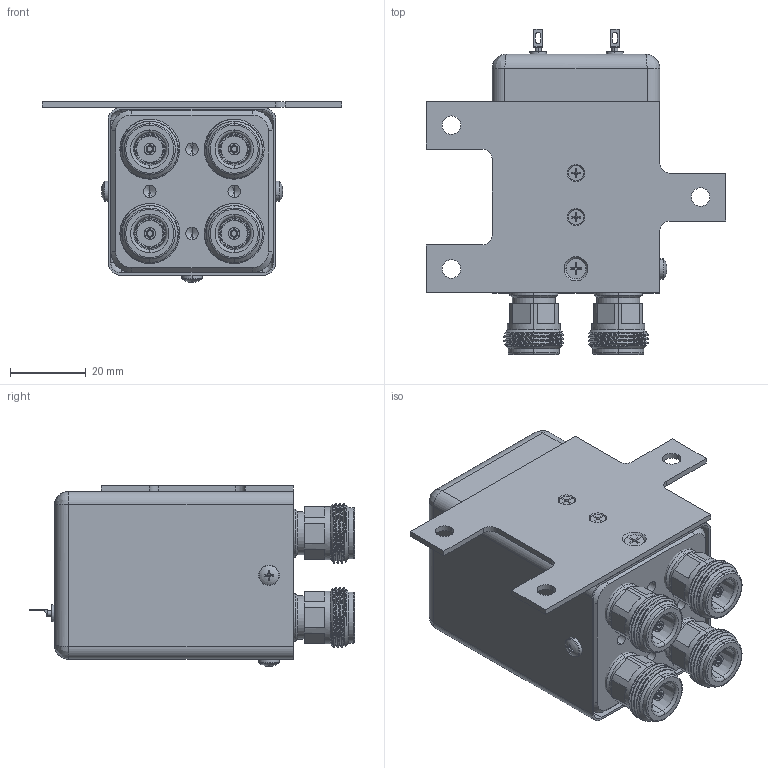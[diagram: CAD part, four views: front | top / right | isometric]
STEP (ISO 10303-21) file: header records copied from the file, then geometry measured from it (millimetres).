
FILE_DESCRIPTION (( 'STEP AP214' ), '1' );
FILE_NAME ('FMSW6604_3D.step', '2025-03-07T20:20:50', ( '' ), ( '' ), 'SwSTEP 2.0', 'SolidWorks 2022', '' );
FILE_SCHEMA (( 'AUTOMOTIVE_DESIGN' ));
Length unit declared in the file: inch
Products named in the file (9): A12075Y04_-401^FMSW6604; FMSW6604_3D; A12075Y05_-402^FMSW6604; B22064002^FMSW6604; B22061003(______)_-2h^FMSW6604; R040691-e360_-03(2)^FMSW6604; A12075Y05_-202^FMSW6604; NEW N connector(2)^FMSW6604; B2202100X^FMSW6604
Assembly tree (15 placements, depth 2):
  FMSW6604_3D
    B2202100X^FMSW6604
    NEW N connector(2)^FMSW6604  x4
    B22061003(______)_-2h^FMSW6604
    B22064002^FMSW6604
    R040691-e360_-03(2)^FMSW6604  x2
    A12075Y05_-402^FMSW6604
    A12075Y04_-401^FMSW6604  x3
    A12075Y05_-202^FMSW6604  x2
Bounding box: 79.25 x 86.11 x 47.86 mm (x, y, z)
Volume: 41617.5 mm3; surface area: 48546.1 mm2
Topology: 15 solids, 15 shells, 797 faces, 1983 edges, 1242 vertices
Faces by surface type: plane 272, cylinder 270, cone 140, bspline 74, torus 38, sphere 3
Entity records: 15140 total; most frequent: CARTESIAN_POINT 5601, DIRECTION 1908, ORIENTED_EDGE 1868, EDGE_CURVE 934, AXIS2_PLACEMENT_3D 754, VERTEX_POINT 597, EDGE_LOOP 471, LINE 400
